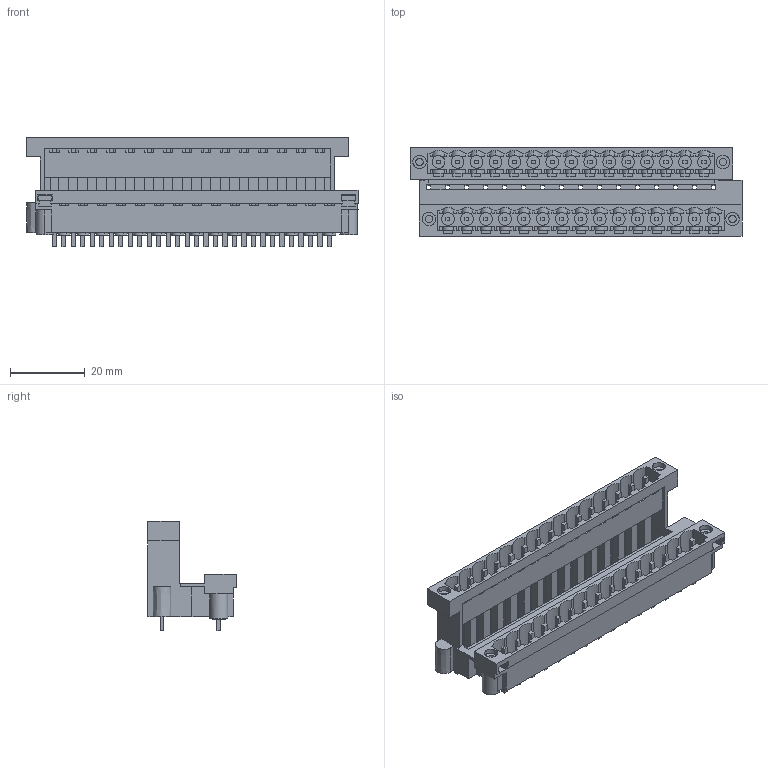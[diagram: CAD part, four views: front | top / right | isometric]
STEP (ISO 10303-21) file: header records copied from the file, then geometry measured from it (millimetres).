
FILE_DESCRIPTION(('CATIA V5 STEP Exchange','CAx-IF Rec.Pracs.--- Model Styling and Organization---1.2---2011-12-15'),'2;1');
FILE_NAME ('D1458677_0_1889350000_1889350000.stp','2018-04-19T11:22:27+00:00',('none'),('Weidmueller'),'CATIA Version 5-6 Release 2014','CATIA V5 STEP AP214','none');
FILE_SCHEMA(('AUTOMOTIVE_DESIGN { 1 0 10303 214 1 1 1 1 }'));
Length unit declared in the file: millimetre
Products named in the file (1): 1889350000
Bounding box: 88.9 x 23.67 x 29.36 mm (x, y, z)
Volume: 12833.9 mm3; surface area: 24604.4 mm2
Topology: 35 solids, 50 shells, 1472 faces, 4713 edges, 3288 vertices
Faces by surface type: plane 1206, cylinder 262, extrusion 4
Entity records: 49851 total; most frequent: CARTESIAN_POINT 11281, ORIENTED_EDGE 9426, DIRECTION 5802, EDGE_CURVE 4713, VECTOR 3793, LINE 3789, VERTEX_POINT 3288, EDGE_LOOP 1589
